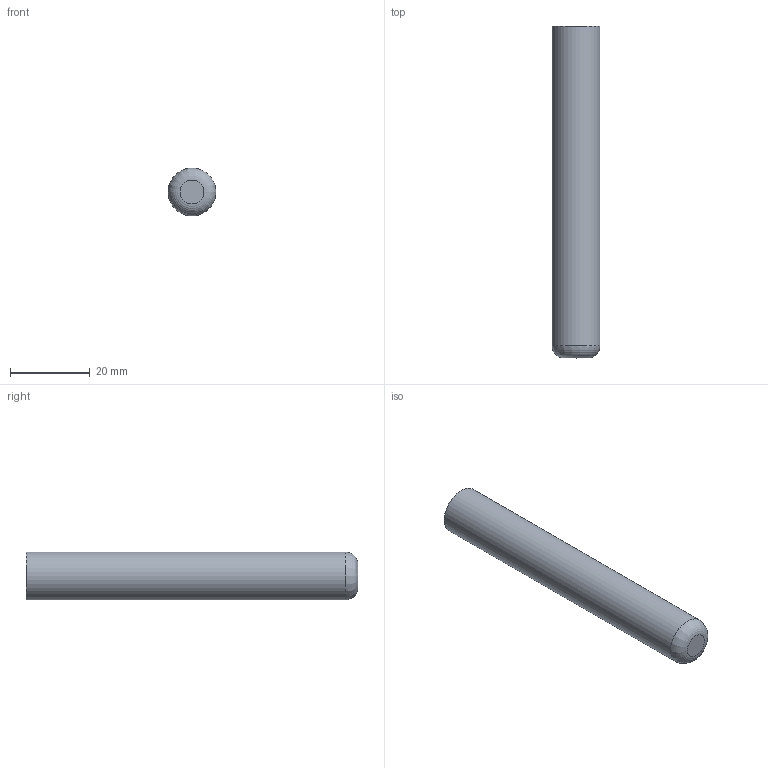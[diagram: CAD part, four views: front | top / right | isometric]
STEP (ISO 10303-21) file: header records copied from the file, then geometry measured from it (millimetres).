
FILE_DESCRIPTION(('OPEN MIND Model'),'2;1');
FILE_NAME('OPEN MIND Shape Model','2020-06-25T15:33:17',('Author'),( 'hyperCAD-S '),'hyperCAD-S STEP processor 6.6','hyperCAD-S 1.0' ,'Unknown');
FILE_SCHEMA(('AUTOMOTIVE_DESIGN { 1 0 10303 214 1 1 1 1 }'));
Length unit declared in the file: millimetre
Products named in the file (10): Product 4; Product 4.1; Product 4.2; Product 4.3; Product 4.4; Product 4.5; Product 4.6; Product 4.7; Product 4.8; Product 4.9
Assembly tree (9 placements, depth 2):
  Product 4
    Product 4.1
    Product 4.2
    Product 4.3
    Product 4.4
    Product 4.5
    Product 4.6
    Product 4.7
    Product 4.8
    Product 4.9
Bounding box: 12 x 83 x 12 mm (x, y, z)
Surface area: 6605.4 mm2
Topology: 2 solids, 2 shells, 8 faces, 18 edges, 22 vertices
Faces by surface type: plane 4, revolution 2, cylinder 2
Full cylindrical faces by diameter (mm): 12 x2
Entity records: 575 total; most frequent: CARTESIAN_POINT 90, DIRECTION 81, AXIS2_PLACEMENT_3D 26, LINE 24, VECTOR 24, ORIENTED_EDGE 20, PCURVE 20, DEFINITIONAL_REPRESENTATION 20
